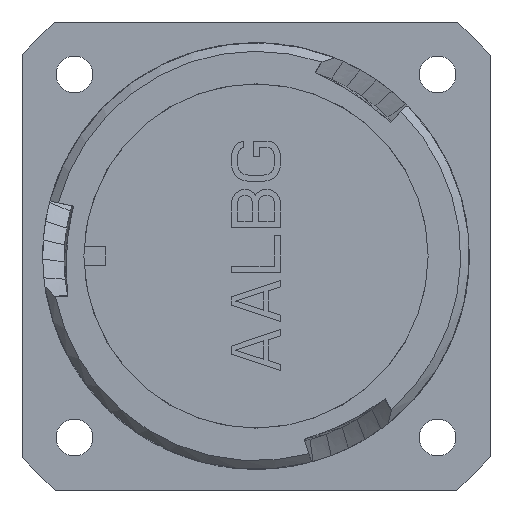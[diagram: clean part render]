
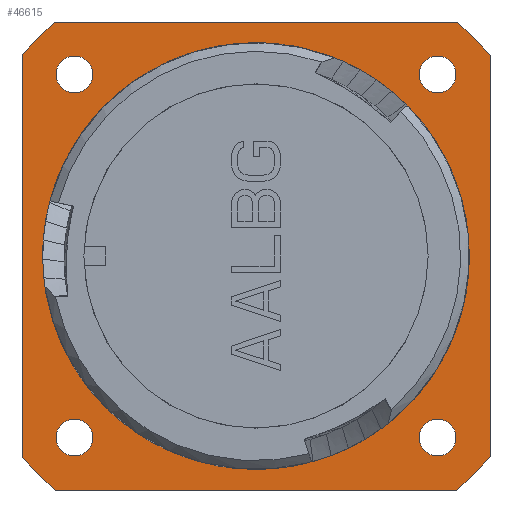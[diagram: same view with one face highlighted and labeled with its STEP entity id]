
A CAD part, left-side view. The second image highlights one B-rep face of the part: STEP entity #46615.
In plain terms, the highlighted planar face has unit normal (-1, 0, 0).
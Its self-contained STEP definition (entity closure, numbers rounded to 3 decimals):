
#600=CARTESIAN_POINT('',(23.05,0.,0.));
#601=DIRECTION('',(1.,0.,0.));
#602=DIRECTION('',(0.,1.,0.));
#603=AXIS2_PLACEMENT_3D('',#600,#601,#602);
#1611=CARTESIAN_POINT('',(23.05,0.,0.));
#1612=DIRECTION('',(-1.,0.,0.));
#1613=DIRECTION('',(0.,1.,0.));
#1614=AXIS2_PLACEMENT_3D('',#1611,#1612,#1613);
#2950=DIRECTION('',(0.,0.,1.));
#2951=VECTOR('',#2950,35.124);
#2952=CARTESIAN_POINT('',(23.05,20.495,-17.562));
#2953=LINE('4321',#2952,#2951);
#2954=CARTESIAN_POINT('',(23.05,0.,0.));
#2955=DIRECTION('',(1.,0.,0.));
#2956=DIRECTION('',(0.,0.759,0.651));
#2957=AXIS2_PLACEMENT_3D('',#2954,#2955,#2956);
#2959=DIRECTION('',(0.,-1.,0.));
#2960=VECTOR('',#2959,35.124);
#2961=CARTESIAN_POINT('',(23.05,17.562,20.495));
#2962=LINE('3713',#2961,#2960);
#2963=CARTESIAN_POINT('',(23.05,0.,0.));
#2964=DIRECTION('',(1.,0.,0.));
#2965=DIRECTION('',(0.,-0.651,0.759));
#2966=AXIS2_PLACEMENT_3D('',#2963,#2964,#2965);
#2968=DIRECTION('',(0.,0.,-1.));
#2969=VECTOR('',#2968,35.124);
#2970=CARTESIAN_POINT('',(23.05,-20.495,17.562));
#2971=LINE('3712',#2970,#2969);
#2972=CARTESIAN_POINT('',(23.05,0.,0.));
#2973=DIRECTION('',(-1.,0.,0.));
#2974=DIRECTION('',(0.,-0.651,-0.759));
#2975=AXIS2_PLACEMENT_3D('',#2972,#2973,#2974);
#2977=DIRECTION('',(0.,1.,0.));
#2978=VECTOR('',#2977,35.124);
#2979=CARTESIAN_POINT('',(23.05,-17.562,-20.495));
#2980=LINE('3711',#2979,#2978);
#2981=CARTESIAN_POINT('',(23.05,0.,0.));
#2982=DIRECTION('',(-1.,0.,0.));
#2983=DIRECTION('',(0.,0.759,-0.651));
#2984=AXIS2_PLACEMENT_3D('',#2981,#2982,#2983);
#2986=CARTESIAN_POINT('',(23.05,15.9,-15.9));
#2987=DIRECTION('',(1.,0.,0.));
#2988=DIRECTION('',(0.,0.,-1.));
#2989=AXIS2_PLACEMENT_3D('',#2986,#2987,#2988);
#2991=CARTESIAN_POINT('',(23.05,15.9,-15.9));
#2992=DIRECTION('',(1.,0.,0.));
#2993=DIRECTION('',(0.,0.,1.));
#2994=AXIS2_PLACEMENT_3D('',#2991,#2992,#2993);
#2996=CARTESIAN_POINT('',(23.05,15.9,15.9));
#2997=DIRECTION('',(1.,0.,0.));
#2998=DIRECTION('',(0.,0.,-1.));
#2999=AXIS2_PLACEMENT_3D('',#2996,#2997,#2998);
#3001=CARTESIAN_POINT('',(23.05,15.9,15.9));
#3002=DIRECTION('',(1.,0.,0.));
#3003=DIRECTION('',(0.,0.,1.));
#3004=AXIS2_PLACEMENT_3D('',#3001,#3002,#3003);
#3006=CARTESIAN_POINT('',(23.05,-15.9,15.9));
#3007=DIRECTION('',(1.,0.,0.));
#3008=DIRECTION('',(0.,0.,-1.));
#3009=AXIS2_PLACEMENT_3D('',#3006,#3007,#3008);
#3011=CARTESIAN_POINT('',(23.05,-15.9,15.9));
#3012=DIRECTION('',(1.,0.,0.));
#3013=DIRECTION('',(0.,0.,1.));
#3014=AXIS2_PLACEMENT_3D('',#3011,#3012,#3013);
#3016=CARTESIAN_POINT('',(23.05,-15.9,-15.9));
#3017=DIRECTION('',(1.,0.,0.));
#3018=DIRECTION('',(0.,0.,-1.));
#3019=AXIS2_PLACEMENT_3D('',#3016,#3017,#3018);
#3021=CARTESIAN_POINT('',(23.05,-15.9,-15.9));
#3022=DIRECTION('',(1.,0.,0.));
#3023=DIRECTION('',(0.,0.,1.));
#3024=AXIS2_PLACEMENT_3D('',#3021,#3022,#3023);
#34451=CARTESIAN_POINT('',(23.05,18.68,0.));
#34452=CARTESIAN_POINT('',(23.05,-18.68,0.));
#34453=VERTEX_POINT('',#34451);
#34454=VERTEX_POINT('',#34452);
#34467=CARTESIAN_POINT('',(23.05,-17.562,-20.495));
#34468=CARTESIAN_POINT('',(23.05,17.562,-20.495));
#34469=VERTEX_POINT('',#34467);
#34470=VERTEX_POINT('',#34468);
#34471=CARTESIAN_POINT('',(23.05,-20.495,17.562));
#34472=CARTESIAN_POINT('',(23.05,-20.495,-17.562));
#34473=VERTEX_POINT('',#34471);
#34474=VERTEX_POINT('',#34472);
#34475=CARTESIAN_POINT('',(23.05,17.562,20.495));
#34476=CARTESIAN_POINT('',(23.05,-17.562,20.495));
#34477=VERTEX_POINT('',#34475);
#34478=VERTEX_POINT('',#34476);
#34602=CARTESIAN_POINT('',(23.05,15.9,-17.515));
#34603=CARTESIAN_POINT('',(23.05,15.9,-14.285));
#34604=VERTEX_POINT('',#34602);
#34605=VERTEX_POINT('',#34603);
#34606=CARTESIAN_POINT('',(23.05,15.9,14.285));
#34607=CARTESIAN_POINT('',(23.05,15.9,17.515));
#34608=VERTEX_POINT('',#34606);
#34609=VERTEX_POINT('',#34607);
#34610=CARTESIAN_POINT('',(23.05,-15.9,14.285));
#34611=CARTESIAN_POINT('',(23.05,-15.9,17.515));
#34612=VERTEX_POINT('',#34610);
#34613=VERTEX_POINT('',#34611);
#34614=CARTESIAN_POINT('',(23.05,-15.9,-17.515));
#34615=CARTESIAN_POINT('',(23.05,-15.9,-14.285));
#34616=VERTEX_POINT('',#34614);
#34617=VERTEX_POINT('',#34615);
#34618=CARTESIAN_POINT('',(23.05,20.495,17.562));
#34620=VERTEX_POINT('',#34618);
#34622=CARTESIAN_POINT('',(23.05,20.495,-17.562));
#34624=VERTEX_POINT('',#34622);
#46564=CARTESIAN_POINT('',(23.05,0.,0.));
#46565=DIRECTION('',(1.,0.,0.));
#46566=DIRECTION('',(0.,-1.,0.));
#46567=AXIS2_PLACEMENT_3D('',#46564,#46565,#46566);
#46568=PLANE('249',#46567);
#46570=ORIENTED_EDGE('4321',*,*,#46569,.T.);
#46572=ORIENTED_EDGE('3862',*,*,#46571,.T.);
#46574=ORIENTED_EDGE('3713',*,*,#46573,.T.);
#46576=ORIENTED_EDGE('3863',*,*,#46575,.T.);
#46578=ORIENTED_EDGE('3712',*,*,#46577,.T.);
#46580=ORIENTED_EDGE('3867',*,*,#46579,.F.);
#46582=ORIENTED_EDGE('3711',*,*,#46581,.T.);
#46584=ORIENTED_EDGE('3866',*,*,#46583,.F.);
#46585=EDGE_LOOP('249',(#46570,#46572,#46574,#46576,#46578,#46580,#46582,
#46584));
#46586=FACE_OUTER_BOUND('249',#46585,.F.);
#46587=ORIENTED_EDGE('3707',*,*,#43454,.T.);
#46588=ORIENTED_EDGE('3706',*,*,#41131,.F.);
#46589=EDGE_LOOP('249',(#46587,#46588));
#46590=FACE_BOUND('249',#46589,.F.);
#46592=ORIENTED_EDGE('3834',*,*,#46591,.F.);
#46594=ORIENTED_EDGE('3835',*,*,#46593,.F.);
#46595=EDGE_LOOP('249',(#46592,#46594));
#46596=FACE_BOUND('249',#46595,.F.);
#46598=ORIENTED_EDGE('3836',*,*,#46597,.F.);
#46600=ORIENTED_EDGE('3837',*,*,#46599,.F.);
#46601=EDGE_LOOP('249',(#46598,#46600));
#46602=FACE_BOUND('249',#46601,.F.);
#46604=ORIENTED_EDGE('3838',*,*,#46603,.F.);
#46606=ORIENTED_EDGE('3839',*,*,#46605,.F.);
#46607=EDGE_LOOP('249',(#46604,#46606));
#46608=FACE_BOUND('249',#46607,.F.);
#46610=ORIENTED_EDGE('3840',*,*,#46609,.F.);
#46612=ORIENTED_EDGE('3841',*,*,#46611,.F.);
#46613=EDGE_LOOP('249',(#46610,#46612));
#46614=FACE_BOUND('249',#46613,.F.);
#604=CIRCLE('3706',#603,18.68);
#1615=CIRCLE('3707',#1614,18.68);
#2958=CIRCLE('3862',#2957,26.99);
#2967=CIRCLE('3863',#2966,26.99);
#2976=CIRCLE('3867',#2975,26.99);
#2985=CIRCLE('3866',#2984,26.99);
#2990=CIRCLE('3834',#2989,1.615);
#2995=CIRCLE('3835',#2994,1.615);
#3000=CIRCLE('3836',#2999,1.615);
#3005=CIRCLE('3837',#3004,1.615);
#3010=CIRCLE('3838',#3009,1.615);
#3015=CIRCLE('3839',#3014,1.615);
#3020=CIRCLE('3840',#3019,1.615);
#3025=CIRCLE('3841',#3024,1.615);
#41131=EDGE_CURVE('3706',#34453,#34454,#604,.T.);
#43454=EDGE_CURVE('3707',#34453,#34454,#1615,.T.);
#46569=EDGE_CURVE('4321',#34624,#34620,#2953,.T.);
#46571=EDGE_CURVE('3862',#34620,#34477,#2958,.T.);
#46573=EDGE_CURVE('3713',#34477,#34478,#2962,.T.);
#46575=EDGE_CURVE('3863',#34478,#34473,#2967,.T.);
#46577=EDGE_CURVE('3712',#34473,#34474,#2971,.T.);
#46579=EDGE_CURVE('3867',#34469,#34474,#2976,.T.);
#46581=EDGE_CURVE('3711',#34469,#34470,#2980,.T.);
#46583=EDGE_CURVE('3866',#34624,#34470,#2985,.T.);
#46591=EDGE_CURVE('3834',#34604,#34605,#2990,.T.);
#46593=EDGE_CURVE('3835',#34605,#34604,#2995,.T.);
#46597=EDGE_CURVE('3836',#34608,#34609,#3000,.T.);
#46599=EDGE_CURVE('3837',#34609,#34608,#3005,.T.);
#46603=EDGE_CURVE('3838',#34612,#34613,#3010,.T.);
#46605=EDGE_CURVE('3839',#34613,#34612,#3015,.T.);
#46609=EDGE_CURVE('3840',#34616,#34617,#3020,.T.);
#46611=EDGE_CURVE('3841',#34617,#34616,#3025,.T.);
#46615=ADVANCED_FACE('249',(#46586,#46590,#46596,#46602,#46608,#46614),#46568,
.F.);
